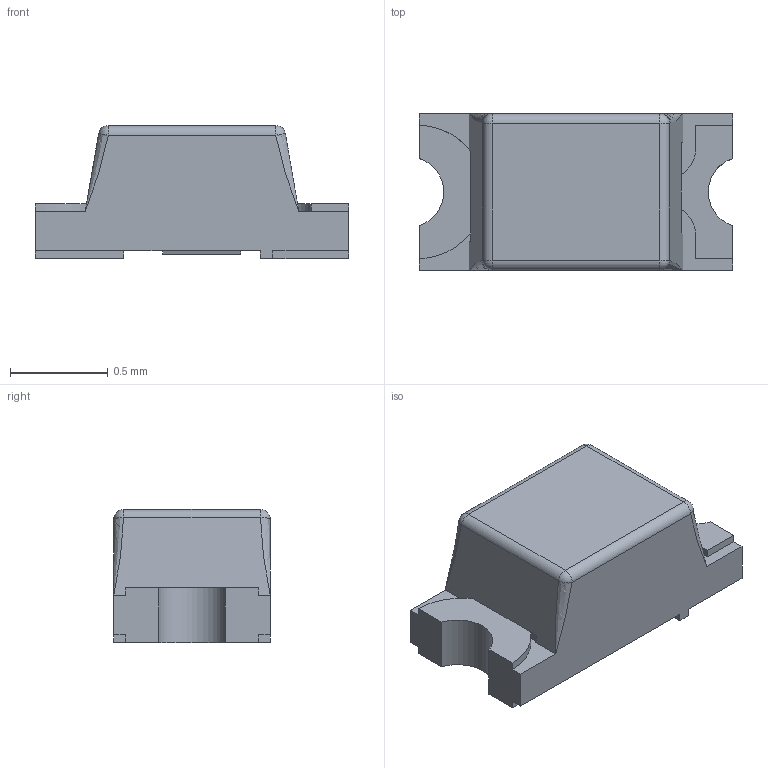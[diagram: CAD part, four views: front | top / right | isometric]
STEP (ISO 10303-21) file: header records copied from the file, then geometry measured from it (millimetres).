
FILE_DESCRIPTION((''),'2;1');
FILE_NAME('4500521863923','2023-12-18T14:16:05',('JGoswami'),(''),'CREO PARAMETRIC BY PTC INC, 2021304','CREO PARAMETRIC BY PTC INC, 2021304','');
FILE_SCHEMA(('CONFIG_CONTROL_DESIGN'));
Length unit declared in the file: inch
Products named in the file (1): 4500521863923
Bounding box: 1.6 x 0.8 x 0.68 mm (x, y, z)
Volume: 0.6 mm3; surface area: 5.4 mm2
Topology: 1 solids, 3 shells, 87 faces, 223 edges, 136 vertices
Faces by surface type: plane 55, cylinder 16, bspline 10, sphere 4, extrusion 2
Entity records: 3186 total; most frequent: CARTESIAN_POINT 1144, ORIENTED_EDGE 426, DIRECTION 378, EDGE_CURVE 215, VECTOR 150, LINE 148, VERTEX_POINT 136, AXIS2_PLACEMENT_3D 114
